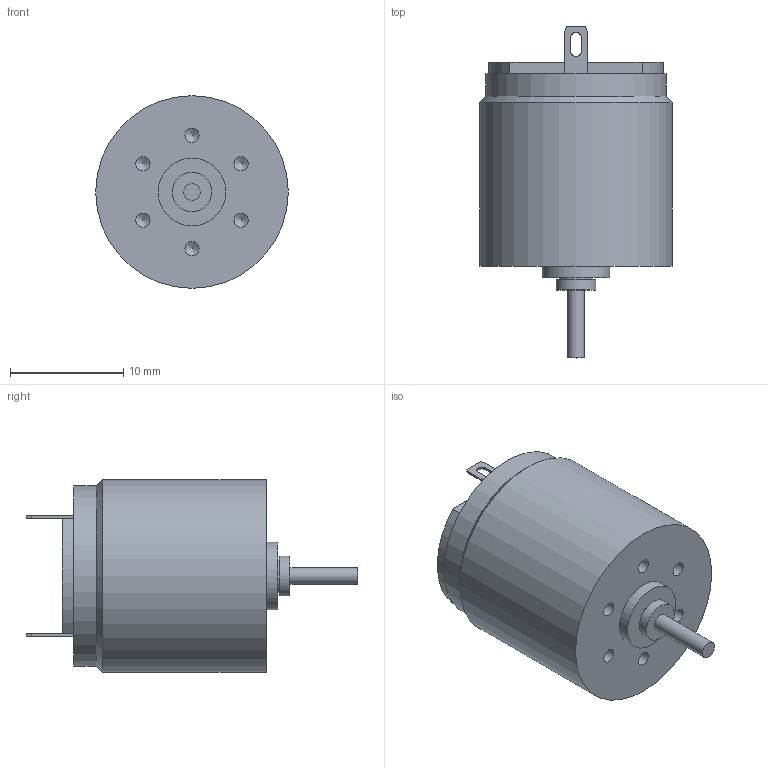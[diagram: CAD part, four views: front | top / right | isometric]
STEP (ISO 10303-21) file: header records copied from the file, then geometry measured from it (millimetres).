
FILE_DESCRIPTION(('FreeCAD Model'),'2;1');
FILE_NAME('1717TSR.step' ,'2017-09-16T11:24:57',('kicad StepUp'),('ksu MCAD'), 'Open CASCADE STEP processor 6.8','FreeCAD','Unknown');
FILE_SCHEMA(('AUTOMOTIVE_DESIGN_CC2 { 1 2 10303 214 -1 1 5 4 }'));
Length unit declared in the file: millimetre
Products named in the file (2): ASSEMBLY; 1717TSR
Assembly tree (1 placements, depth 2):
  ASSEMBLY
    1717TSR
Bounding box: 17 x 29.3 x 17 mm (x, y, z)
Volume: 3972 mm3; surface area: 1530.8 mm2
Topology: 1 solids, 1 shells, 54 faces, 135 edges, 88 vertices
Faces by surface type: plane 29, cylinder 18, cone 7
Full cylindrical faces by diameter (mm): 1.25 x6, 1.5 x1, 3 x1, 3.5 x1, 6 x1, 15.9 x1, 17 x1
Entity records: 1611 total; most frequent: CARTESIAN_POINT 292, DIRECTION 264, ORIENTED_EDGE 258, EDGE_CURVE 129, AXIS2_PLACEMENT_3D 98, VERTEX_POINT 88, FACE_BOUND 69, EDGE_LOOP 69
